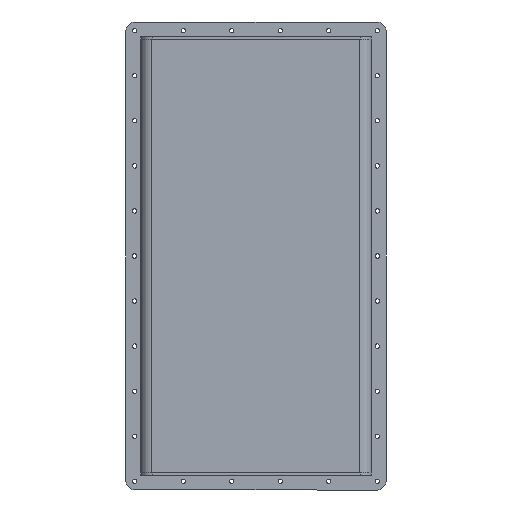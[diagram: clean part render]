
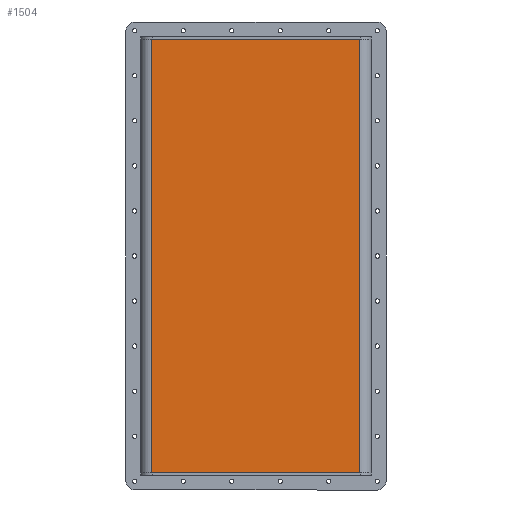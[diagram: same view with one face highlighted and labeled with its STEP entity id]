
A CAD part, front view. The second image highlights one B-rep face of the part: STEP entity #1504.
In plain terms, the highlighted planar face has unit normal (0, -1, 0).
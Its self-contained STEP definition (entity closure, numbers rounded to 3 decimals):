
#163 = VERTEX_POINT ( 'NONE', #1710 ) ;
#203 = CARTESIAN_POINT ( 'NONE',  ( 120., -3.18, 500. ) ) ;
#213 = LINE ( 'NONE', #2487, #1188 ) ;
#277 = CARTESIAN_POINT ( 'NONE',  ( -133.18, -3.18, 500. ) ) ;
#509 = EDGE_CURVE ( 'NONE', #2726, #163, #2012, .T. ) ;
#516 = EDGE_LOOP ( 'NONE', ( #2499, #927, #661, #887 ) ) ;
#661 = ORIENTED_EDGE ( 'NONE', *, *, #509, .T. ) ;
#887 = ORIENTED_EDGE ( 'NONE', *, *, #3742, .T. ) ;
#927 = ORIENTED_EDGE ( 'NONE', *, *, #1225, .T. ) ;
#1144 = VECTOR ( 'NONE', #3944, 1000. ) ;
#1185 = CARTESIAN_POINT ( 'NONE',  ( -120., -3.18, 0. ) ) ;
#1188 = VECTOR ( 'NONE', #3749, 1000. ) ;
#1225 = EDGE_CURVE ( 'NONE', #1803, #2726, #1778, .T. ) ;
#1257 = CARTESIAN_POINT ( 'NONE',  ( -120., -3.18, 500. ) ) ;
#1504 = ADVANCED_FACE ( 'NONE', ( #1531 ), #3804, .F. ) ;
#1531 = FACE_OUTER_BOUND ( 'NONE', #516, .T. ) ;
#1676 = CARTESIAN_POINT ( 'NONE',  ( -133.18, -3.18, 0. ) ) ;
#1710 = CARTESIAN_POINT ( 'NONE',  ( 120., -3.18, 0. ) ) ;
#1778 = LINE ( 'NONE', #4026, #1980 ) ;
#1803 = VERTEX_POINT ( 'NONE', #1257 ) ;
#1980 = VECTOR ( 'NONE', #4086, 1000. ) ;
#2012 = LINE ( 'NONE', #1676, #1144 ) ;
#2227 = VECTOR ( 'NONE', #3020, 1000. ) ;
#2315 = EDGE_CURVE ( 'NONE', #1803, #3414, #3697, .T. ) ;
#2487 = CARTESIAN_POINT ( 'NONE',  ( 120., -3.18, 500. ) ) ;
#2499 = ORIENTED_EDGE ( 'NONE', *, *, #2315, .F. ) ;
#2726 = VERTEX_POINT ( 'NONE', #1185 ) ;
#2755 = CARTESIAN_POINT ( 'NONE',  ( -133.18, -3.18, 500. ) ) ;
#3020 = DIRECTION ( 'NONE',  ( 1., 0., 0. ) ) ;
#3134 = DIRECTION ( 'NONE',  ( 0., 0., 1. ) ) ;
#3414 = VERTEX_POINT ( 'NONE', #203 ) ;
#3514 = AXIS2_PLACEMENT_3D ( 'NONE', #277, #3784, #3134 ) ;
#3697 = LINE ( 'NONE', #2755, #2227 ) ;
#3742 = EDGE_CURVE ( 'NONE', #163, #3414, #213, .T. ) ;
#3749 = DIRECTION ( 'NONE',  ( 0., 0., 1. ) ) ;
#3784 = DIRECTION ( 'NONE',  ( 0., 1., 0. ) ) ;
#3804 = PLANE ( 'NONE',  #3514 ) ;
#3944 = DIRECTION ( 'NONE',  ( 1., 0., 0. ) ) ;
#4026 = CARTESIAN_POINT ( 'NONE',  ( -120., -3.18, 500. ) ) ;
#4086 = DIRECTION ( 'NONE',  ( 0., 0., -1. ) ) ;
